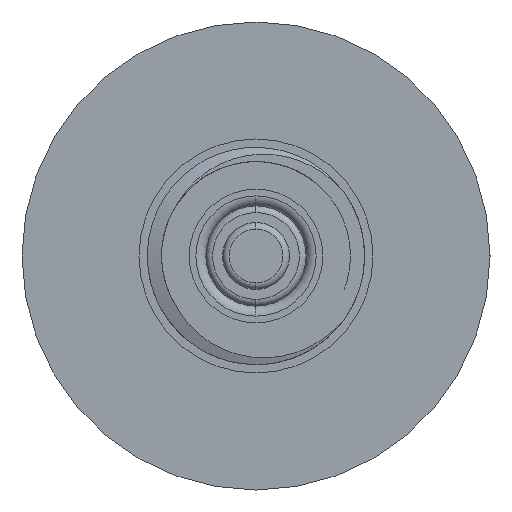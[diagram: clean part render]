
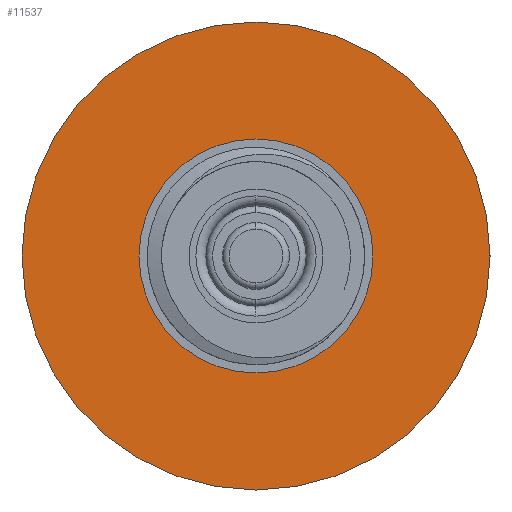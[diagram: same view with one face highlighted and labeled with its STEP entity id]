
A CAD part, left-side view. The second image highlights one B-rep face of the part: STEP entity #11537.
In plain terms, the highlighted planar face has unit normal (-1, 0, 0).
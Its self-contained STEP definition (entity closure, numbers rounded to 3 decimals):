
#460 = DIRECTION ( 'NONE',  ( 0., 0., -1. ) ) ;
#811 = EDGE_LOOP ( 'NONE', ( #23112, #13516 ) ) ;
#2112 = CARTESIAN_POINT ( 'NONE',  ( 69.842, 0., 0. ) ) ;
#2212 = ORIENTED_EDGE ( 'NONE', *, *, #2843, .T. ) ;
#2318 = CARTESIAN_POINT ( 'NONE',  ( 69.842, 0., -7. ) ) ;
#2843 = EDGE_CURVE ( 'NONE', #29479, #8498, #16875, .T. ) ;
#4196 = DIRECTION ( 'NONE',  ( 1., 0., 0. ) ) ;
#4834 = AXIS2_PLACEMENT_3D ( 'NONE', #23408, #11607, #9142 ) ;
#6781 = CARTESIAN_POINT ( 'NONE',  ( 69.842, 0., 7. ) ) ;
#7942 = CARTESIAN_POINT ( 'NONE',  ( 69.842, 0., -3.5 ) ) ;
#8383 = EDGE_LOOP ( 'NONE', ( #2212, #28347 ) ) ;
#8498 = VERTEX_POINT ( 'NONE', #7942 ) ;
#8530 = CIRCLE ( 'NONE', #12480, 7. ) ;
#8794 = AXIS2_PLACEMENT_3D ( 'NONE', #25422, #4196, #16134 ) ;
#9142 = DIRECTION ( 'NONE',  ( 0., 0., -1. ) ) ;
#9300 = FACE_OUTER_BOUND ( 'NONE', #811, .T. ) ;
#11537 = ADVANCED_FACE ( 'NONE', ( #19356, #9300 ), #25542, .F. ) ;
#11607 = DIRECTION ( 'NONE',  ( 1., 0., 0. ) ) ;
#12480 = AXIS2_PLACEMENT_3D ( 'NONE', #23885, #25726, #21426 ) ;
#13177 = CARTESIAN_POINT ( 'NONE',  ( 69.842, 0., 3.5 ) ) ;
#13516 = ORIENTED_EDGE ( 'NONE', *, *, #26070, .F. ) ;
#13703 = CIRCLE ( 'NONE', #23136, 3.5 ) ;
#16134 = DIRECTION ( 'NONE',  ( 0., 0., -1. ) ) ;
#16875 = CIRCLE ( 'NONE', #27748, 3.5 ) ;
#17218 = CARTESIAN_POINT ( 'NONE',  ( 69.842, 0., 0. ) ) ;
#19356 = FACE_BOUND ( 'NONE', #8383, .T. ) ;
#19644 = EDGE_CURVE ( 'NONE', #28833, #29523, #27093, .T. ) ;
#20554 = EDGE_CURVE ( 'NONE', #8498, #29479, #13703, .T. ) ;
#21426 = DIRECTION ( 'NONE',  ( 0., 0., -1. ) ) ;
#21729 = DIRECTION ( 'NONE',  ( 1., 0., 0. ) ) ;
#23112 = ORIENTED_EDGE ( 'NONE', *, *, #19644, .F. ) ;
#23136 = AXIS2_PLACEMENT_3D ( 'NONE', #17218, #21729, #460 ) ;
#23408 = CARTESIAN_POINT ( 'NONE',  ( 69.842, 0., 0. ) ) ;
#23885 = CARTESIAN_POINT ( 'NONE',  ( 69.842, 0., 0. ) ) ;
#25422 = CARTESIAN_POINT ( 'NONE',  ( 69.842, 0., 0. ) ) ;
#25542 = PLANE ( 'NONE',  #4834 ) ;
#25726 = DIRECTION ( 'NONE',  ( 1., 0., 0. ) ) ;
#26070 = EDGE_CURVE ( 'NONE', #29523, #28833, #8530, .T. ) ;
#27093 = CIRCLE ( 'NONE', #8794, 7. ) ;
#27712 = DIRECTION ( 'NONE',  ( 1., 0., 0. ) ) ;
#27748 = AXIS2_PLACEMENT_3D ( 'NONE', #2112, #27712, #30515 ) ;
#28347 = ORIENTED_EDGE ( 'NONE', *, *, #20554, .T. ) ;
#28833 = VERTEX_POINT ( 'NONE', #6781 ) ;
#29479 = VERTEX_POINT ( 'NONE', #13177 ) ;
#29523 = VERTEX_POINT ( 'NONE', #2318 ) ;
#30515 = DIRECTION ( 'NONE',  ( 0., 0., -1. ) ) ;
